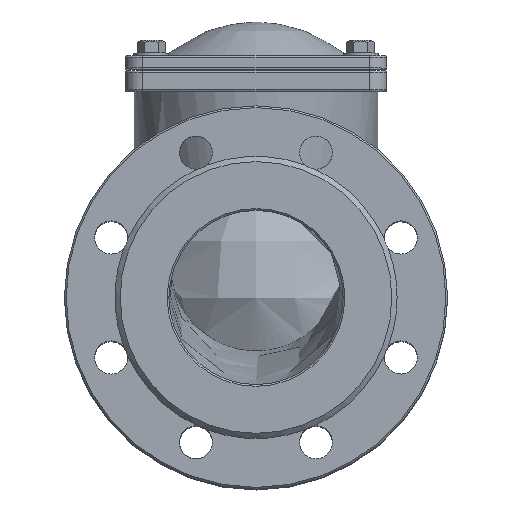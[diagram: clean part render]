
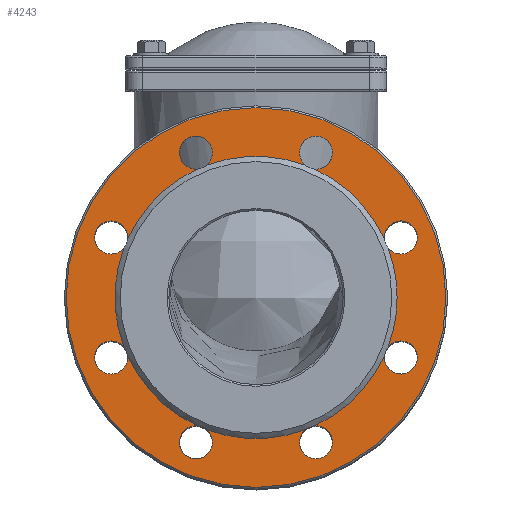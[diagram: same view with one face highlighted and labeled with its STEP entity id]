
A CAD part, top view. The second image highlights one B-rep face of the part: STEP entity #4243.
In plain terms, the highlighted planar face has unit normal (0, 0, 1).
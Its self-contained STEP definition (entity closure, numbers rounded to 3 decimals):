
#166=FACE_BOUND('',#1188,.T.);
#731=PLANE('',#4786);
#912=FACE_OUTER_BOUND('',#1187,.T.);
#1187=EDGE_LOOP('',(#3454));
#1188=EDGE_LOOP('',(#3455,#3456,#3457,#3458,#3459,#3460,#3461,#3462,#3463,
#3464,#3465,#3466,#3467,#3468,#3469,#3470,#3471,#3472,#3473,#3474,#3475,
#3476,#3477,#3478,#3479));
#1526=CIRCLE('',#4785,109.);
#1527=CIRCLE('',#4787,81.);
#1528=CIRCLE('',#4788,9.5);
#1529=CIRCLE('',#4789,9.5);
#1530=CIRCLE('',#4790,81.);
#1531=CIRCLE('',#4791,9.5);
#1532=CIRCLE('',#4792,9.5);
#1533=CIRCLE('',#4793,81.);
#1534=CIRCLE('',#4794,9.5);
#1535=CIRCLE('',#4795,9.5);
#1536=CIRCLE('',#4796,81.);
#1537=CIRCLE('',#4797,81.);
#1538=CIRCLE('',#4798,9.5);
#1539=CIRCLE('',#4799,9.5);
#1540=CIRCLE('',#4800,81.);
#1541=CIRCLE('',#4801,9.5);
#1542=CIRCLE('',#4802,9.5);
#1543=CIRCLE('',#4803,81.);
#1544=CIRCLE('',#4804,9.5);
#1545=CIRCLE('',#4805,9.5);
#1546=CIRCLE('',#4806,81.);
#1547=CIRCLE('',#4807,9.5);
#1548=CIRCLE('',#4808,9.5);
#1549=CIRCLE('',#4809,81.);
#1550=CIRCLE('',#4810,9.5);
#1551=CIRCLE('',#4811,9.5);
#1893=VERTEX_POINT('',#9352);
#1894=VERTEX_POINT('',#9356);
#1895=VERTEX_POINT('',#9357);
#1896=VERTEX_POINT('',#9359);
#1897=VERTEX_POINT('',#9361);
#1898=VERTEX_POINT('',#9363);
#1899=VERTEX_POINT('',#9365);
#1900=VERTEX_POINT('',#9367);
#1901=VERTEX_POINT('',#9369);
#1902=VERTEX_POINT('',#9371);
#1903=VERTEX_POINT('',#9373);
#1904=VERTEX_POINT('',#9375);
#1905=VERTEX_POINT('',#9377);
#1906=VERTEX_POINT('',#9379);
#1907=VERTEX_POINT('',#9381);
#1908=VERTEX_POINT('',#9383);
#1909=VERTEX_POINT('',#9385);
#1910=VERTEX_POINT('',#9387);
#1911=VERTEX_POINT('',#9389);
#1912=VERTEX_POINT('',#9391);
#1913=VERTEX_POINT('',#9393);
#1914=VERTEX_POINT('',#9395);
#1915=VERTEX_POINT('',#9397);
#1916=VERTEX_POINT('',#9399);
#1917=VERTEX_POINT('',#9401);
#1918=VERTEX_POINT('',#9403);
#2430=EDGE_CURVE('',#1893,#1893,#1526,.T.);
#2431=EDGE_CURVE('',#1894,#1895,#1527,.T.);
#2432=EDGE_CURVE('',#1895,#1896,#1528,.T.);
#2433=EDGE_CURVE('',#1896,#1897,#1529,.T.);
#2434=EDGE_CURVE('',#1897,#1898,#1530,.T.);
#2435=EDGE_CURVE('',#1898,#1899,#1531,.T.);
#2436=EDGE_CURVE('',#1899,#1900,#1532,.T.);
#2437=EDGE_CURVE('',#1900,#1901,#1533,.T.);
#2438=EDGE_CURVE('',#1901,#1902,#1534,.T.);
#2439=EDGE_CURVE('',#1902,#1903,#1535,.T.);
#2440=EDGE_CURVE('',#1903,#1904,#1536,.T.);
#2441=EDGE_CURVE('',#1904,#1905,#1537,.T.);
#2442=EDGE_CURVE('',#1905,#1906,#1538,.T.);
#2443=EDGE_CURVE('',#1906,#1907,#1539,.T.);
#2444=EDGE_CURVE('',#1907,#1908,#1540,.T.);
#2445=EDGE_CURVE('',#1908,#1909,#1541,.T.);
#2446=EDGE_CURVE('',#1909,#1910,#1542,.T.);
#2447=EDGE_CURVE('',#1910,#1911,#1543,.T.);
#2448=EDGE_CURVE('',#1911,#1912,#1544,.T.);
#2449=EDGE_CURVE('',#1912,#1913,#1545,.T.);
#2450=EDGE_CURVE('',#1913,#1914,#1546,.T.);
#2451=EDGE_CURVE('',#1914,#1915,#1547,.T.);
#2452=EDGE_CURVE('',#1915,#1916,#1548,.T.);
#2453=EDGE_CURVE('',#1916,#1917,#1549,.T.);
#2454=EDGE_CURVE('',#1917,#1918,#1550,.T.);
#2455=EDGE_CURVE('',#1918,#1894,#1551,.T.);
#3454=ORIENTED_EDGE('',*,*,#2430,.T.);
#3455=ORIENTED_EDGE('',*,*,#2431,.T.);
#3456=ORIENTED_EDGE('',*,*,#2432,.T.);
#3457=ORIENTED_EDGE('',*,*,#2433,.T.);
#3458=ORIENTED_EDGE('',*,*,#2434,.T.);
#3459=ORIENTED_EDGE('',*,*,#2435,.T.);
#3460=ORIENTED_EDGE('',*,*,#2436,.T.);
#3461=ORIENTED_EDGE('',*,*,#2437,.T.);
#3462=ORIENTED_EDGE('',*,*,#2438,.T.);
#3463=ORIENTED_EDGE('',*,*,#2439,.T.);
#3464=ORIENTED_EDGE('',*,*,#2440,.T.);
#3465=ORIENTED_EDGE('',*,*,#2441,.T.);
#3466=ORIENTED_EDGE('',*,*,#2442,.T.);
#3467=ORIENTED_EDGE('',*,*,#2443,.T.);
#3468=ORIENTED_EDGE('',*,*,#2444,.T.);
#3469=ORIENTED_EDGE('',*,*,#2445,.T.);
#3470=ORIENTED_EDGE('',*,*,#2446,.T.);
#3471=ORIENTED_EDGE('',*,*,#2447,.T.);
#3472=ORIENTED_EDGE('',*,*,#2448,.T.);
#3473=ORIENTED_EDGE('',*,*,#2449,.T.);
#3474=ORIENTED_EDGE('',*,*,#2450,.T.);
#3475=ORIENTED_EDGE('',*,*,#2451,.T.);
#3476=ORIENTED_EDGE('',*,*,#2452,.T.);
#3477=ORIENTED_EDGE('',*,*,#2453,.T.);
#3478=ORIENTED_EDGE('',*,*,#2454,.T.);
#3479=ORIENTED_EDGE('',*,*,#2455,.T.);
#4243=ADVANCED_FACE('',(#912,#166),#731,.T.);
#4785=AXIS2_PLACEMENT_3D('',#9354,#5741,#5742);
#4786=AXIS2_PLACEMENT_3D('',#9355,#5743,#5744);
#4787=AXIS2_PLACEMENT_3D('',#9358,#5745,#5746);
#4788=AXIS2_PLACEMENT_3D('',#9360,#5747,#5748);
#4789=AXIS2_PLACEMENT_3D('',#9362,#5749,#5750);
#4790=AXIS2_PLACEMENT_3D('',#9364,#5751,#5752);
#4791=AXIS2_PLACEMENT_3D('',#9366,#5753,#5754);
#4792=AXIS2_PLACEMENT_3D('',#9368,#5755,#5756);
#4793=AXIS2_PLACEMENT_3D('',#9370,#5757,#5758);
#4794=AXIS2_PLACEMENT_3D('',#9372,#5759,#5760);
#4795=AXIS2_PLACEMENT_3D('',#9374,#5761,#5762);
#4796=AXIS2_PLACEMENT_3D('',#9376,#5763,#5764);
#4797=AXIS2_PLACEMENT_3D('',#9378,#5765,#5766);
#4798=AXIS2_PLACEMENT_3D('',#9380,#5767,#5768);
#4799=AXIS2_PLACEMENT_3D('',#9382,#5769,#5770);
#4800=AXIS2_PLACEMENT_3D('',#9384,#5771,#5772);
#4801=AXIS2_PLACEMENT_3D('',#9386,#5773,#5774);
#4802=AXIS2_PLACEMENT_3D('',#9388,#5775,#5776);
#4803=AXIS2_PLACEMENT_3D('',#9390,#5777,#5778);
#4804=AXIS2_PLACEMENT_3D('',#9392,#5779,#5780);
#4805=AXIS2_PLACEMENT_3D('',#9394,#5781,#5782);
#4806=AXIS2_PLACEMENT_3D('',#9396,#5783,#5784);
#4807=AXIS2_PLACEMENT_3D('',#9398,#5785,#5786);
#4808=AXIS2_PLACEMENT_3D('',#9400,#5787,#5788);
#4809=AXIS2_PLACEMENT_3D('',#9402,#5789,#5790);
#4810=AXIS2_PLACEMENT_3D('',#9404,#5791,#5792);
#4811=AXIS2_PLACEMENT_3D('',#9405,#5793,#5794);
#5741=DIRECTION('center_axis',(0.,0.,1.));
#5742=DIRECTION('ref_axis',(-1.,0.,0.));
#5743=DIRECTION('center_axis',(0.,0.,1.));
#5744=DIRECTION('ref_axis',(1.,0.,0.));
#5745=DIRECTION('center_axis',(0.,0.,-1.));
#5746=DIRECTION('ref_axis',(-1.,0.,0.));
#5747=DIRECTION('center_axis',(0.,0.,-1.));
#5748=DIRECTION('ref_axis',(-1.,0.,0.));
#5749=DIRECTION('center_axis',(0.,0.,-1.));
#5750=DIRECTION('ref_axis',(-1.,0.,0.));
#5751=DIRECTION('center_axis',(0.,0.,-1.));
#5752=DIRECTION('ref_axis',(-1.,0.,0.));
#5753=DIRECTION('center_axis',(0.,0.,-1.));
#5754=DIRECTION('ref_axis',(-1.,0.,0.));
#5755=DIRECTION('center_axis',(0.,0.,-1.));
#5756=DIRECTION('ref_axis',(-1.,0.,0.));
#5757=DIRECTION('center_axis',(0.,0.,-1.));
#5758=DIRECTION('ref_axis',(-1.,0.,0.));
#5759=DIRECTION('center_axis',(0.,0.,-1.));
#5760=DIRECTION('ref_axis',(-1.,0.,0.));
#5761=DIRECTION('center_axis',(0.,0.,-1.));
#5762=DIRECTION('ref_axis',(-1.,0.,0.));
#5763=DIRECTION('center_axis',(0.,0.,-1.));
#5764=DIRECTION('ref_axis',(-1.,0.,0.));
#5765=DIRECTION('center_axis',(0.,0.,-1.));
#5766=DIRECTION('ref_axis',(-1.,0.,0.));
#5767=DIRECTION('center_axis',(0.,0.,-1.));
#5768=DIRECTION('ref_axis',(-1.,0.,0.));
#5769=DIRECTION('center_axis',(0.,0.,-1.));
#5770=DIRECTION('ref_axis',(-1.,0.,0.));
#5771=DIRECTION('center_axis',(0.,0.,-1.));
#5772=DIRECTION('ref_axis',(-1.,0.,0.));
#5773=DIRECTION('center_axis',(0.,0.,-1.));
#5774=DIRECTION('ref_axis',(-1.,0.,0.));
#5775=DIRECTION('center_axis',(0.,0.,-1.));
#5776=DIRECTION('ref_axis',(-1.,0.,0.));
#5777=DIRECTION('center_axis',(0.,0.,-1.));
#5778=DIRECTION('ref_axis',(-1.,0.,0.));
#5779=DIRECTION('center_axis',(0.,0.,-1.));
#5780=DIRECTION('ref_axis',(-1.,0.,0.));
#5781=DIRECTION('center_axis',(0.,0.,-1.));
#5782=DIRECTION('ref_axis',(-1.,0.,0.));
#5783=DIRECTION('center_axis',(0.,0.,-1.));
#5784=DIRECTION('ref_axis',(-1.,0.,0.));
#5785=DIRECTION('center_axis',(0.,0.,-1.));
#5786=DIRECTION('ref_axis',(-1.,0.,0.));
#5787=DIRECTION('center_axis',(0.,0.,-1.));
#5788=DIRECTION('ref_axis',(-1.,0.,0.));
#5789=DIRECTION('center_axis',(0.,0.,-1.));
#5790=DIRECTION('ref_axis',(-1.,0.,0.));
#5791=DIRECTION('center_axis',(0.,0.,-1.));
#5792=DIRECTION('ref_axis',(-1.,0.,0.));
#5793=DIRECTION('center_axis',(0.,0.,-1.));
#5794=DIRECTION('ref_axis',(-1.,0.,0.));
#9352=CARTESIAN_POINT('',(109.,0.,297.));
#9354=CARTESIAN_POINT('Origin',(0.,0.,297.));
#9355=CARTESIAN_POINT('Origin',(0.,0.,297.));
#9356=CARTESIAN_POINT('',(-73.683,33.643,297.));
#9357=CARTESIAN_POINT('',(-33.643,73.683,297.));
#9358=CARTESIAN_POINT('Origin',(0.,0.,297.));
#9359=CARTESIAN_POINT('',(-24.942,83.149,297.));
#9360=CARTESIAN_POINT('Origin',(-34.442,83.149,297.));
#9361=CARTESIAN_POINT('',(-28.312,75.891,297.));
#9362=CARTESIAN_POINT('Origin',(-34.442,83.149,297.));
#9363=CARTESIAN_POINT('',(28.312,75.891,297.));
#9364=CARTESIAN_POINT('Origin',(0.,0.,297.));
#9365=CARTESIAN_POINT('',(43.942,83.149,297.));
#9366=CARTESIAN_POINT('Origin',(34.442,83.149,297.));
#9367=CARTESIAN_POINT('',(33.643,73.683,297.));
#9368=CARTESIAN_POINT('Origin',(34.442,83.149,297.));
#9369=CARTESIAN_POINT('',(73.683,33.643,297.));
#9370=CARTESIAN_POINT('Origin',(0.,0.,297.));
#9371=CARTESIAN_POINT('',(92.649,34.442,297.));
#9372=CARTESIAN_POINT('Origin',(83.149,34.442,297.));
#9373=CARTESIAN_POINT('',(75.891,28.312,297.));
#9374=CARTESIAN_POINT('Origin',(83.149,34.442,297.));
#9375=CARTESIAN_POINT('',(81.,0.,297.));
#9376=CARTESIAN_POINT('Origin',(0.,0.,297.));
#9377=CARTESIAN_POINT('',(75.891,-28.312,297.));
#9378=CARTESIAN_POINT('Origin',(0.,0.,297.));
#9379=CARTESIAN_POINT('',(92.649,-34.442,297.));
#9380=CARTESIAN_POINT('Origin',(83.149,-34.442,297.));
#9381=CARTESIAN_POINT('',(73.683,-33.643,297.));
#9382=CARTESIAN_POINT('Origin',(83.149,-34.442,297.));
#9383=CARTESIAN_POINT('',(33.643,-73.683,297.));
#9384=CARTESIAN_POINT('Origin',(0.,0.,297.));
#9385=CARTESIAN_POINT('',(43.942,-83.149,297.));
#9386=CARTESIAN_POINT('Origin',(34.442,-83.149,297.));
#9387=CARTESIAN_POINT('',(28.312,-75.891,297.));
#9388=CARTESIAN_POINT('Origin',(34.442,-83.149,297.));
#9389=CARTESIAN_POINT('',(-28.312,-75.891,297.));
#9390=CARTESIAN_POINT('Origin',(0.,0.,297.));
#9391=CARTESIAN_POINT('',(-24.942,-83.149,297.));
#9392=CARTESIAN_POINT('Origin',(-34.442,-83.149,297.));
#9393=CARTESIAN_POINT('',(-33.643,-73.683,297.));
#9394=CARTESIAN_POINT('Origin',(-34.442,-83.149,297.));
#9395=CARTESIAN_POINT('',(-73.683,-33.643,297.));
#9396=CARTESIAN_POINT('Origin',(0.,0.,297.));
#9397=CARTESIAN_POINT('',(-73.649,-34.442,297.));
#9398=CARTESIAN_POINT('Origin',(-83.149,-34.442,297.));
#9399=CARTESIAN_POINT('',(-75.891,-28.312,297.));
#9400=CARTESIAN_POINT('Origin',(-83.149,-34.442,297.));
#9401=CARTESIAN_POINT('',(-75.891,28.312,297.));
#9402=CARTESIAN_POINT('Origin',(0.,0.,297.));
#9403=CARTESIAN_POINT('',(-73.649,34.442,297.));
#9404=CARTESIAN_POINT('Origin',(-83.149,34.442,297.));
#9405=CARTESIAN_POINT('Origin',(-83.149,34.442,297.));
